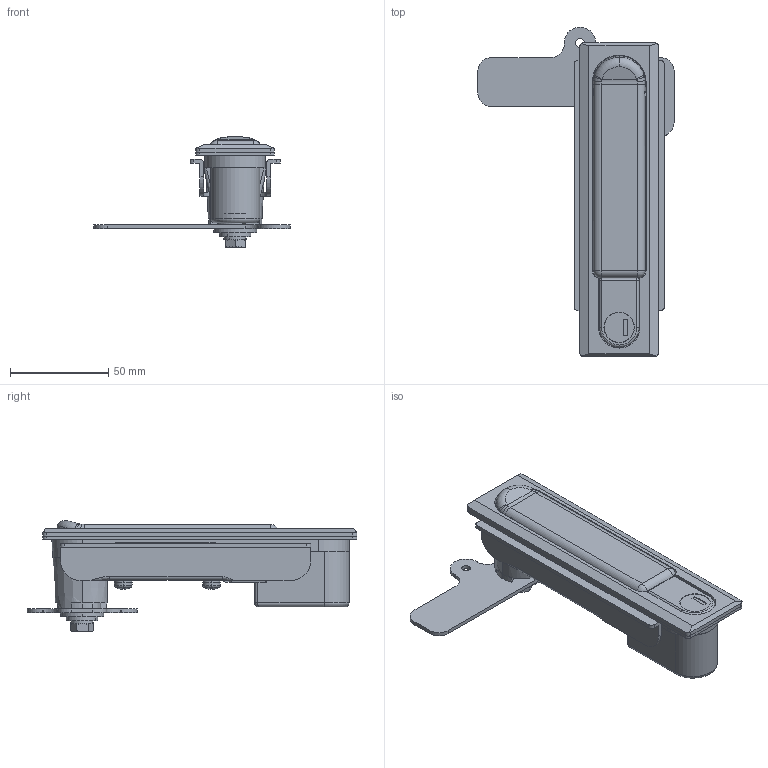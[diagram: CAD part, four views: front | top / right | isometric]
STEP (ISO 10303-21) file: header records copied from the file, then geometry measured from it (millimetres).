
FILE_DESCRIPTION (( 'STEP AP203' ), '1' );
FILE_NAME ('A-1480-2-TAK60.STEP', '2021-03-10T00:49:19', ( '' ), ( '' ), 'SwSTEP 2.0', 'SolidWorks 2018', '' );
FILE_SCHEMA (( 'CONFIG_CONTROL_DESIGN' ));
Length unit declared in the file: millimetre
Products named in the file (16): A-1480-2-TAK60_パッキン_; A-1480-2-TAK60_止め金_; A-1480-2-TAK60_十字穴付小ねじ_内径基準ver1.04__M5x15十字穴付なべ小ねじ(SUS)SWシングルセムス(P2); A-1480-2-TAK60_ローターケース_; A-1480-2-TAK60_ストッパー_; A-1480-2-TAK60_回転軸_; A-1480-2-TAK60_十字穴付皿小ねじ_内径基準ver1.03__M3x8十字穴付皿小ねじ(SUS); A-1480-2-TAK60; A-1480-2-TAK60_暯儚僢僔儍乕ISO(怴JIS)ver1.03__M6暯儚僢僔儍乕(SUS)冇16亊t2.0摿悺; A-1480-2-TAK60_本体_; A-1480-2-TAK60_六角ボルト_内径基準ver1.06__M6x18十字穴付六角ボルト(SUS)SWシングルセムス(P2); A-1480-2-TAK60_ローター_; A-1480-2-TAK60_ハンドル_; A-1480-2-TAK60_スペーサー_; A-1480-2-TAK60_止め板_; A-1480-2-TAK60_ハンドルシャフト_
Assembly tree (18 placements, depth 2):
  A-1480-2-TAK60
    A-1480-2-TAK60_本体_
    A-1480-2-TAK60_回転軸_
    A-1480-2-TAK60_ハンドル_
    A-1480-2-TAK60_ハンドルシャフト_
    A-1480-2-TAK60_ローターケース_
    A-1480-2-TAK60_パッキン_
    A-1480-2-TAK60_止め板_
    A-1480-2-TAK60_ローター_
    A-1480-2-TAK60_ストッパー_
    A-1480-2-TAK60_止め金_
    A-1480-2-TAK60_スペーサー_
    A-1480-2-TAK60_暯儚僢僔儍乕ISO(怴JIS)ver1.03__M6暯儚僢僔儍乕(SUS)冇16亊t2.0摿悺
    A-1480-2-TAK60_六角ボルト_内径基準ver1.06__M6x18十字穴付六角ボルト(SUS)SWシングルセムス(P2)
    A-1480-2-TAK60_十字穴付小ねじ_内径基準ver1.04__M5x15十字穴付なべ小ねじ(SUS)SWシングルセムス(P2)  x2
    A-1480-2-TAK60_十字穴付皿小ねじ_内径基準ver1.03__M3x8十字穴付皿小ねじ(SUS)  x3
Bounding box: 100 x 168 x 56.49 mm (x, y, z)
Volume: 131492.5 mm3; surface area: 85144.3 mm2
Topology: 18 solids, 18 shells, 728 faces, 1845 edges, 1162 vertices
Faces by surface type: plane 341, cylinder 246, cone 72, bspline 30, torus 21, sphere 18
Entity records: 21270 total; most frequent: CARTESIAN_POINT 4935, ORIENTED_EDGE 3066, DIRECTION 3055, EDGE_CURVE 1533, AXIS2_PLACEMENT_3D 1127, VERTEX_POINT 970, LINE 801, VECTOR 801
